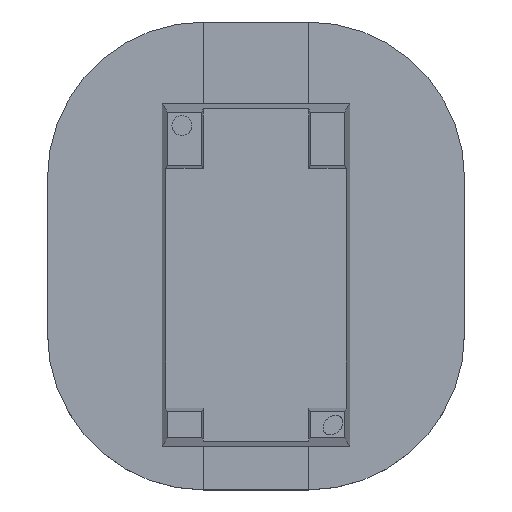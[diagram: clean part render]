
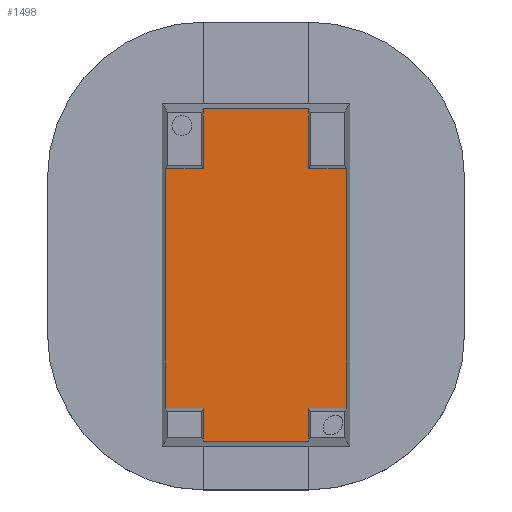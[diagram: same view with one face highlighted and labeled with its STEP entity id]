
A CAD part, top view. The second image highlights one B-rep face of the part: STEP entity #1498.
In plain terms, the highlighted planar face has unit normal (0, 0, 1).
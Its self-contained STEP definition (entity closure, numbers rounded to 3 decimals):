
#102=FACE_OUTER_BOUND('',#188,.T.);
#188=EDGE_LOOP('',(#1058,#1059,#1060,#1061,#1062,#1063,#1064,#1065,#1066,
#1067,#1068,#1069));
#272=LINE('',#2163,#448);
#276=LINE('',#2172,#452);
#282=LINE('',#2184,#458);
#286=LINE('',#2193,#462);
#292=LINE('',#2208,#468);
#301=LINE('',#2227,#477);
#312=LINE('',#2249,#488);
#316=LINE('',#2258,#492);
#317=LINE('',#2260,#493);
#318=LINE('',#2262,#494);
#319=LINE('',#2263,#495);
#320=LINE('',#2264,#496);
#448=VECTOR('',#1722,10.);
#452=VECTOR('',#1728,10.);
#458=VECTOR('',#1736,10.);
#462=VECTOR('',#1742,10.);
#468=VECTOR('',#1752,10.);
#477=VECTOR('',#1765,10.);
#488=VECTOR('',#1784,10.);
#492=VECTOR('',#1796,10.);
#493=VECTOR('',#1799,10.);
#494=VECTOR('',#1802,10.);
#495=VECTOR('',#1803,10.);
#496=VECTOR('',#1804,10.);
#624=VERTEX_POINT('',#2160);
#625=VERTEX_POINT('',#2162);
#627=VERTEX_POINT('',#2168);
#629=VERTEX_POINT('',#2171);
#632=VERTEX_POINT('',#2178);
#634=VERTEX_POINT('',#2182);
#636=VERTEX_POINT('',#2187);
#638=VERTEX_POINT('',#2191);
#643=VERTEX_POINT('',#2204);
#645=VERTEX_POINT('',#2207);
#652=VERTEX_POINT('',#2224);
#653=VERTEX_POINT('',#2226);
#768=EDGE_CURVE('',#625,#624,#272,.T.);
#772=EDGE_CURVE('',#629,#627,#276,.T.);
#778=EDGE_CURVE('',#632,#634,#282,.T.);
#782=EDGE_CURVE('',#638,#636,#286,.T.);
#788=EDGE_CURVE('',#643,#645,#292,.T.);
#797=EDGE_CURVE('',#653,#652,#301,.T.);
#810=EDGE_CURVE('',#629,#638,#312,.T.);
#815=EDGE_CURVE('',#636,#652,#316,.T.);
#816=EDGE_CURVE('',#625,#627,#317,.T.);
#817=EDGE_CURVE('',#624,#632,#318,.T.);
#818=EDGE_CURVE('',#645,#634,#319,.T.);
#819=EDGE_CURVE('',#643,#653,#320,.T.);
#1058=ORIENTED_EDGE('',*,*,#768,.T.);
#1059=ORIENTED_EDGE('',*,*,#817,.T.);
#1060=ORIENTED_EDGE('',*,*,#778,.T.);
#1061=ORIENTED_EDGE('',*,*,#818,.F.);
#1062=ORIENTED_EDGE('',*,*,#788,.F.);
#1063=ORIENTED_EDGE('',*,*,#819,.T.);
#1064=ORIENTED_EDGE('',*,*,#797,.T.);
#1065=ORIENTED_EDGE('',*,*,#815,.F.);
#1066=ORIENTED_EDGE('',*,*,#782,.F.);
#1067=ORIENTED_EDGE('',*,*,#810,.F.);
#1068=ORIENTED_EDGE('',*,*,#772,.T.);
#1069=ORIENTED_EDGE('',*,*,#816,.F.);
#1435=PLANE('',#1600);
#1498=ADVANCED_FACE('',(#102),#1435,.T.);
#1600=AXIS2_PLACEMENT_3D('',#2261,#1800,#1801);
#1722=DIRECTION('',(1.,0.,0.));
#1728=DIRECTION('',(1.,0.,0.));
#1736=DIRECTION('',(1.,0.,0.));
#1742=DIRECTION('',(1.,0.,0.));
#1752=DIRECTION('',(1.,0.,0.));
#1765=DIRECTION('',(-1.,0.,0.));
#1784=DIRECTION('',(0.,1.,0.));
#1796=DIRECTION('',(0.,1.,0.));
#1799=DIRECTION('',(0.,1.,0.));
#1800=DIRECTION('center_axis',(0.,0.,1.));
#1801=DIRECTION('ref_axis',(1.,0.,0.));
#1802=DIRECTION('',(0.,1.,0.));
#1803=DIRECTION('',(0.,-1.,0.));
#1804=DIRECTION('',(0.,1.,0.));
#2160=CARTESIAN_POINT('',(2.375,-8.076,6.125));
#2162=CARTESIAN_POINT('',(-2.375,-8.076,6.125));
#2163=CARTESIAN_POINT('',(-5.9,-8.076,6.125));
#2168=CARTESIAN_POINT('',(-2.375,-6.589,6.125));
#2171=CARTESIAN_POINT('',(-4.089,-6.589,6.125));
#2172=CARTESIAN_POINT('',(-9.425,-6.589,6.125));
#2178=CARTESIAN_POINT('',(2.375,-6.589,6.125));
#2182=CARTESIAN_POINT('',(4.089,-6.589,6.125));
#2184=CARTESIAN_POINT('',(-9.425,-6.589,6.125));
#2187=CARTESIAN_POINT('',(-2.375,4.249,6.125));
#2191=CARTESIAN_POINT('',(-4.089,4.249,6.125));
#2193=CARTESIAN_POINT('',(-9.425,4.249,6.125));
#2204=CARTESIAN_POINT('',(2.375,4.249,6.125));
#2207=CARTESIAN_POINT('',(4.089,4.249,6.125));
#2208=CARTESIAN_POINT('',(-9.425,4.249,6.125));
#2224=CARTESIAN_POINT('',(-2.375,6.936,6.125));
#2226=CARTESIAN_POINT('',(2.375,6.936,6.125));
#2227=CARTESIAN_POINT('',(-5.9,6.936,6.125));
#2249=CARTESIAN_POINT('',(-4.089,-7.454,6.125));
#2258=CARTESIAN_POINT('',(-2.375,-10.28,6.125));
#2260=CARTESIAN_POINT('',(-2.375,-10.28,6.125));
#2261=CARTESIAN_POINT('Origin',(-2.375,-10.28,6.125));
#2262=CARTESIAN_POINT('',(2.375,-10.28,6.125));
#2263=CARTESIAN_POINT('',(4.089,-7.454,6.125));
#2264=CARTESIAN_POINT('',(2.375,-10.28,6.125));
